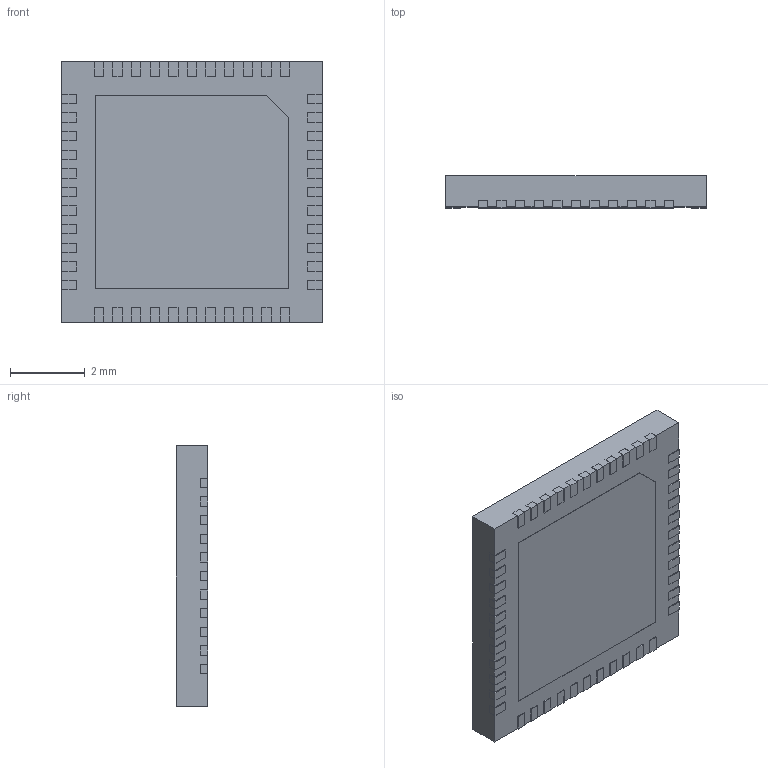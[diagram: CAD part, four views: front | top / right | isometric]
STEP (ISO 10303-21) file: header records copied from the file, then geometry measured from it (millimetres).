
FILE_DESCRIPTION (( 'STEP AP214' ), '1' );
FILE_NAME ('SI5394A-A09386-GM.STEP', '2025-02-28T07:38:00', ( '' ), ( '' ), 'SwSTEP 2.0', 'SolidWorks 2020', '' );
FILE_SCHEMA (( 'AUTOMOTIVE_DESIGN' ));
Length unit declared in the file: millimetre
Products named in the file (1): SI5394A-A09386-GM
Bounding box: 7 x 0.85 x 7 mm (x, y, z)
Volume: 41.3 mm3; surface area: 122.8 mm2
Topology: 1 solids, 1 shells, 279 faces, 825 edges, 550 vertices
Faces by surface type: plane 277, cylinder 2
Entity records: 9223 total; most frequent: CARTESIAN_POINT 1655, ORIENTED_EDGE 1650, DIRECTION 1389, EDGE_CURVE 825, VECTOR 821, LINE 821, VERTEX_POINT 550, AXIS2_PLACEMENT_3D 284
